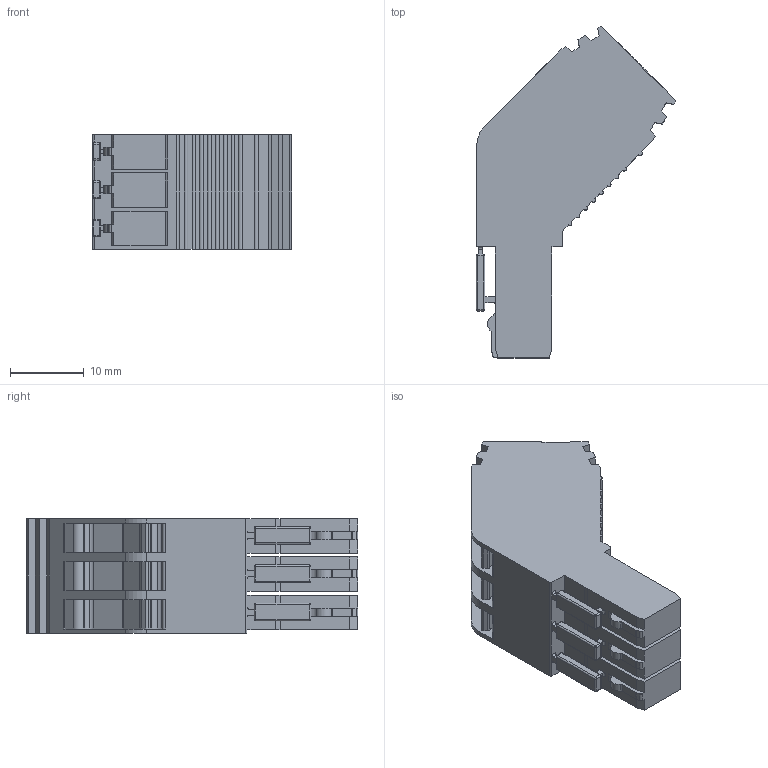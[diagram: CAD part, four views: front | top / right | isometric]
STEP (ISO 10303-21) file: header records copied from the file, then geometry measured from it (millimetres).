
FILE_DESCRIPTION (( 'STEP AP214' ), '1' );
FILE_NAME ('310749_SG_PT 2.5_AN_3_Grey.STEP', '2017-09-27T11:25:53', ( '' ), ( '' ), 'SwSTEP 2.0', 'SolidWorks 2017', '' );
FILE_SCHEMA (( 'AUTOMOTIVE_DESIGN' ));
Length unit declared in the file: millimetre
Products named in the file (1): 310749_SG_PT 2.5_AN_3_Grey
Bounding box: 27.16 x 45.07 x 15.6 mm (x, y, z)
Volume: 8792 mm3; surface area: 4182.8 mm2
Topology: 1 solids, 1 shells, 420 faces, 1161 edges, 732 vertices
Faces by surface type: plane 245, cylinder 151, bspline 24
Entity records: 13429 total; most frequent: CARTESIAN_POINT 2668, ORIENTED_EDGE 2274, DIRECTION 2227, EDGE_CURVE 1137, LINE 829, VECTOR 829, VERTEX_POINT 732, AXIS2_PLACEMENT_3D 699
